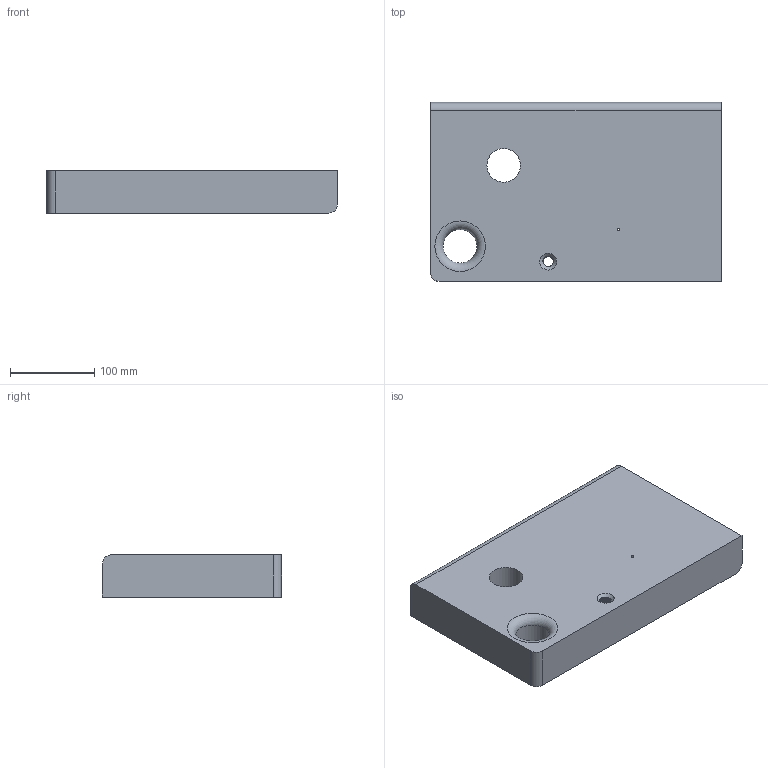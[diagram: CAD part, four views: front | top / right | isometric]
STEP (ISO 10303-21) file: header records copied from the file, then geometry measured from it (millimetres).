
FILE_DESCRIPTION(/* description */ ('CAx-IF Rec.Pracs.---Representation and Presentation of Product Manufacturing Information (PMI)---4.0---2014-10-13','CAx-IF Rec.Pracs.---3D Tessellated Geometry---0.4---2014-09-14','2;1'),/* implementation_level */ '2;1');
FILE_NAME(/* name */ 'testing_task',/* time_stamp */ '2023-02-02T09:28:51+03:00',/* author */ (''),/* organization */ (''),/* preprocessor_version */ 'ST-DEVELOPER v18.102',/* originating_system */ 'SIEMENS PLM Software NX2206.8101',/* authorisation */ $);
FILE_SCHEMA (('AP242_MANAGED_MODEL_BASED_3D_ENGINEERING_MIM_LF { 1 0 10303 442 3 1 4 }'));
Length unit declared in the file: millimetre
Products named in the file (1): testing_task
Bounding box: 344.94 x 212.54 x 50 mm (x, y, z)
Volume: 3517559 mm3; surface area: 208936.1 mm2
Topology: 1 solids, 1 shells, 27 faces, 76 edges, 59 vertices
Faces by surface type: cylinder 13, plane 8, cone 3, bspline 2, torus 1
Full cylindrical faces by diameter (mm): 2.65 x1, 12 x5, 40 x2
Entity records: 1475 total; most frequent: CARTESIAN_POINT 661, DIRECTION 135, ORIENTED_EDGE 92, AXIS2_PLACEMENT_3D 56, EDGE_CURVE 46, EDGE_LOOP 36, FACE_BOUND 36, VERTEX_POINT 34
